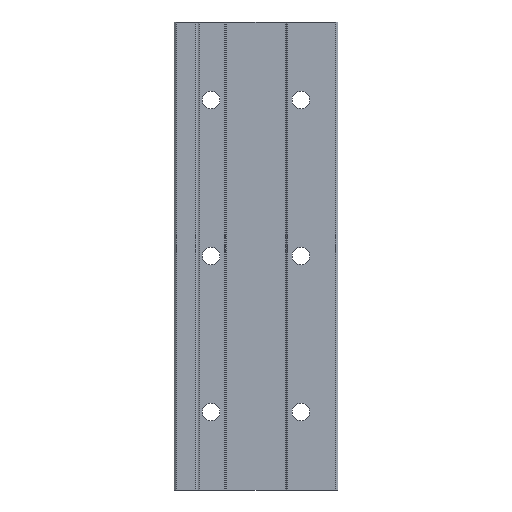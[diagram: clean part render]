
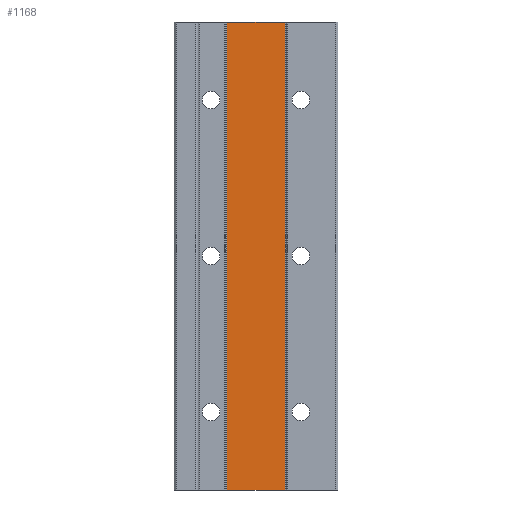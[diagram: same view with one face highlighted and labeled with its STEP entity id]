
A CAD part, front view. The second image highlights one B-rep face of the part: STEP entity #1168.
In plain terms, the highlighted planar face has unit normal (0, -1, 0).
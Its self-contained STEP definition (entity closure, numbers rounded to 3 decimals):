
#14=LINE('',#1785,#96);
#16=LINE('',#1791,#98);
#17=LINE('',#1793,#99);
#18=LINE('',#1794,#100);
#96=VECTOR('',#1443,120.);
#98=VECTOR('',#1449,14.986);
#99=VECTOR('',#1450,120.);
#100=VECTOR('',#1451,14.986);
#264=FACE_OUTER_BOUND('',#346,.T.);
#346=EDGE_LOOP('',(#785,#786,#787,#788));
#502=VERTEX_POINT('',#1782);
#503=VERTEX_POINT('',#1784);
#505=VERTEX_POINT('',#1790);
#506=VERTEX_POINT('',#1792);
#614=EDGE_CURVE('',#503,#502,#14,.T.);
#617=EDGE_CURVE('',#502,#505,#16,.T.);
#618=EDGE_CURVE('',#506,#505,#17,.T.);
#619=EDGE_CURVE('',#503,#506,#18,.T.);
#785=ORIENTED_EDGE('',*,*,#617,.T.);
#786=ORIENTED_EDGE('',*,*,#618,.F.);
#787=ORIENTED_EDGE('',*,*,#619,.F.);
#788=ORIENTED_EDGE('',*,*,#614,.T.);
#1063=PLANE('',#1260);
#1168=ADVANCED_FACE('',(#264),#1063,.T.);
#1260=AXIS2_PLACEMENT_3D('',#1789,#1447,#1448);
#1443=DIRECTION('',(0.,0.,1.));
#1447=DIRECTION('center_axis',(0.,-1.,0.));
#1448=DIRECTION('ref_axis',(0.,0.,-1.));
#1449=DIRECTION('',(-1.,0.,0.));
#1450=DIRECTION('',(0.,0.,1.));
#1451=DIRECTION('',(-1.,0.,0.));
#1782=CARTESIAN_POINT('',(7.493,-9.2,120.));
#1784=CARTESIAN_POINT('',(7.493,-9.2,0.));
#1785=CARTESIAN_POINT('',(7.493,-9.2,0.));
#1789=CARTESIAN_POINT('Origin',(7.493,-9.2,0.));
#1790=CARTESIAN_POINT('',(-7.493,-9.2,120.));
#1791=CARTESIAN_POINT('',(7.493,-9.2,120.));
#1792=CARTESIAN_POINT('',(-7.493,-9.2,0.));
#1793=CARTESIAN_POINT('',(-7.493,-9.2,0.));
#1794=CARTESIAN_POINT('',(7.493,-9.2,0.));
